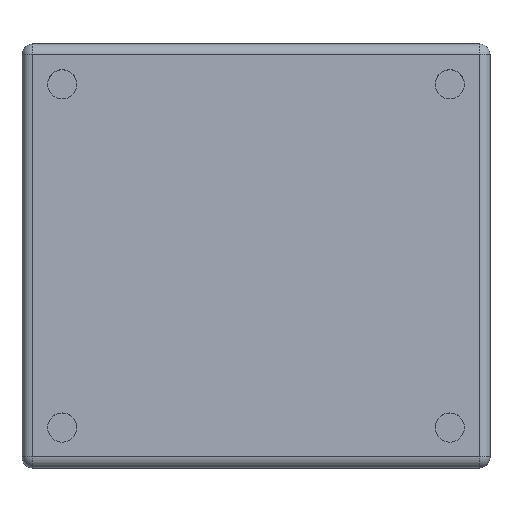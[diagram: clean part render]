
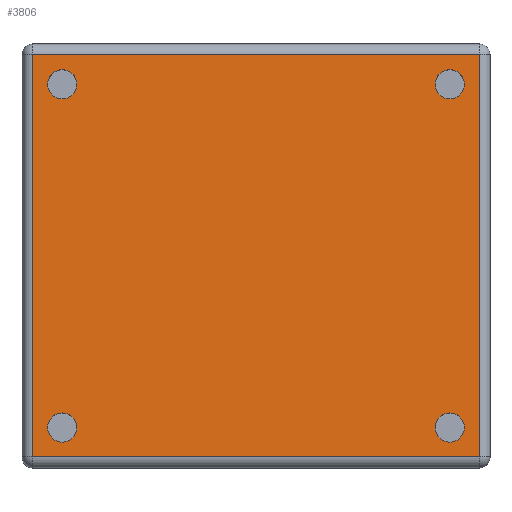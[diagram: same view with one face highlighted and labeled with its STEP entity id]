
A CAD part, front view. The second image highlights one B-rep face of the part: STEP entity #3806.
In plain terms, the highlighted planar face has unit normal (0, -0.999, 0.052).
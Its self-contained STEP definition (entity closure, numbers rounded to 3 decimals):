
#53=FACE_BOUND('',#538,.T.);
#54=FACE_BOUND('',#539,.T.);
#55=FACE_BOUND('',#540,.T.);
#56=FACE_BOUND('',#541,.T.);
#111=CIRCLE('',#3964,4.);
#112=CIRCLE('',#3966,4.);
#113=CIRCLE('',#3968,4.);
#114=CIRCLE('',#3970,4.);
#282=FACE_OUTER_BOUND('',#537,.T.);
#537=EDGE_LOOP('',(#3129,#3130,#3131,#3132));
#538=EDGE_LOOP('',(#3133));
#539=EDGE_LOOP('',(#3134));
#540=EDGE_LOOP('',(#3135));
#541=EDGE_LOOP('',(#3136));
#1004=LINE('',#6101,#1469);
#1005=LINE('',#6111,#1470);
#1006=LINE('',#6113,#1471);
#1007=LINE('',#6115,#1472);
#1469=VECTOR('',#4945,10.);
#1470=VECTOR('',#4960,10.);
#1471=VECTOR('',#4963,10.);
#1472=VECTOR('',#4966,10.);
#1644=VERTEX_POINT('',#5445);
#1645=VERTEX_POINT('',#5449);
#1646=VERTEX_POINT('',#5453);
#1647=VERTEX_POINT('',#5457);
#1866=VERTEX_POINT('',#6090);
#1868=VERTEX_POINT('',#6096);
#1869=VERTEX_POINT('',#6103);
#1870=VERTEX_POINT('',#6107);
#2004=EDGE_CURVE('',#1644,#1644,#111,.T.);
#2006=EDGE_CURVE('',#1645,#1645,#112,.T.);
#2008=EDGE_CURVE('',#1646,#1646,#113,.T.);
#2010=EDGE_CURVE('',#1647,#1647,#114,.T.);
#2336=EDGE_CURVE('',#1866,#1868,#1004,.T.);
#2341=EDGE_CURVE('',#1870,#1869,#1005,.T.);
#2342=EDGE_CURVE('',#1868,#1870,#1006,.T.);
#2343=EDGE_CURVE('',#1869,#1866,#1007,.T.);
#3129=ORIENTED_EDGE('',*,*,#2341,.F.);
#3130=ORIENTED_EDGE('',*,*,#2342,.F.);
#3131=ORIENTED_EDGE('',*,*,#2336,.F.);
#3132=ORIENTED_EDGE('',*,*,#2343,.F.);
#3133=ORIENTED_EDGE('',*,*,#2004,.T.);
#3134=ORIENTED_EDGE('',*,*,#2006,.T.);
#3135=ORIENTED_EDGE('',*,*,#2008,.T.);
#3136=ORIENTED_EDGE('',*,*,#2010,.T.);
#3585=PLANE('',#4102);
#3806=ADVANCED_FACE('',(#282,#53,#54,#55,#56),#3585,.T.);
#3964=AXIS2_PLACEMENT_3D('',#5446,#4386,#4387);
#3966=AXIS2_PLACEMENT_3D('',#5450,#4391,#4392);
#3968=AXIS2_PLACEMENT_3D('',#5454,#4396,#4397);
#3970=AXIS2_PLACEMENT_3D('',#5458,#4401,#4402);
#4102=AXIS2_PLACEMENT_3D('',#6118,#4970,#4971);
#4386=DIRECTION('center_axis',(0.,0.999,-0.052));
#4387=DIRECTION('ref_axis',(1.,0.,0.));
#4391=DIRECTION('center_axis',(0.,0.999,-0.052));
#4392=DIRECTION('ref_axis',(1.,0.,0.));
#4396=DIRECTION('center_axis',(0.,0.999,-0.052));
#4397=DIRECTION('ref_axis',(1.,0.,0.));
#4401=DIRECTION('center_axis',(0.,0.999,-0.052));
#4402=DIRECTION('ref_axis',(1.,0.,0.));
#4945=DIRECTION('',(-1.,0.,0.));
#4960=DIRECTION('',(1.,0.,0.));
#4963=DIRECTION('',(0.,0.052,0.999));
#4966=DIRECTION('',(0.,-0.052,-0.999));
#4970=DIRECTION('center_axis',(0.,-0.999,0.052));
#4971=DIRECTION('ref_axis',(0.,-0.052,-0.999));
#5445=CARTESIAN_POINT('',(49.,-7.579,46.961));
#5446=CARTESIAN_POINT('Origin',(53.,-7.579,46.961));
#5449=CARTESIAN_POINT('',(49.,-12.498,-46.91));
#5450=CARTESIAN_POINT('Origin',(53.,-12.498,-46.91));
#5453=CARTESIAN_POINT('',(-57.,-7.579,46.961));
#5454=CARTESIAN_POINT('Origin',(-53.,-7.579,46.961));
#5457=CARTESIAN_POINT('',(-57.,-12.498,-46.91));
#5458=CARTESIAN_POINT('Origin',(-53.,-12.498,-46.91));
#6090=CARTESIAN_POINT('',(61.,-12.914,-54.843));
#6096=CARTESIAN_POINT('',(-61.,-12.914,-54.843));
#6101=CARTESIAN_POINT('',(0.,-12.914,-54.843));
#6103=CARTESIAN_POINT('',(61.,-7.149,55.157));
#6107=CARTESIAN_POINT('',(-61.,-7.149,55.157));
#6111=CARTESIAN_POINT('',(0.,-7.149,55.157));
#6113=CARTESIAN_POINT('',(-61.,-10.041,-0.026));
#6115=CARTESIAN_POINT('',(61.,-10.041,-0.026));
#6118=CARTESIAN_POINT('Origin',(0.,-10.049,
-0.17));
